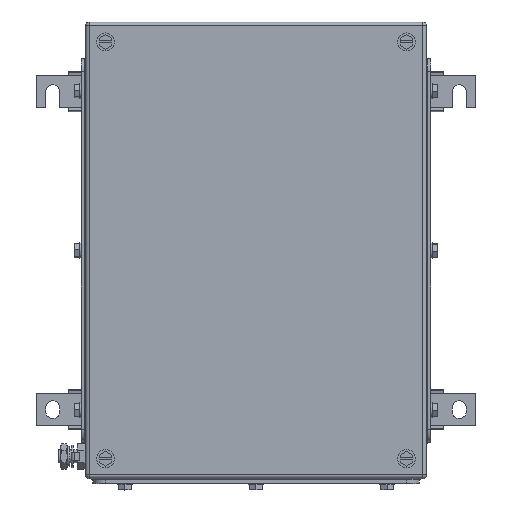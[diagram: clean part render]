
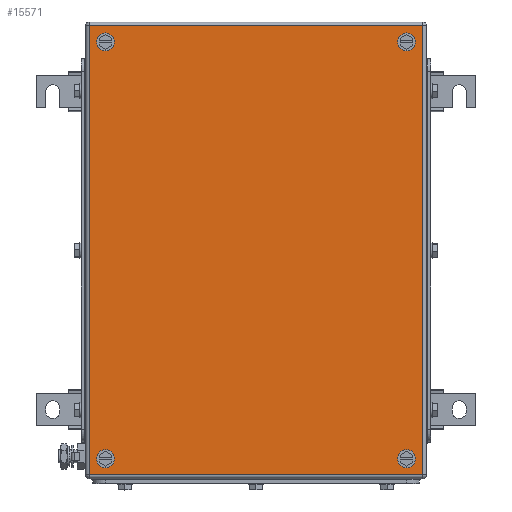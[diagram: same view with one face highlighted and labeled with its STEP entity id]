
A CAD part, top view. The second image highlights one B-rep face of the part: STEP entity #15571.
In plain terms, the highlighted planar face has unit normal (0, 0, 1).
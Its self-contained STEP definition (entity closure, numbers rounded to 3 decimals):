
#15445=AXIS2_PLACEMENT_3D('Circle Axis2P3D',#15443,#15444,$) ;
#15472=AXIS2_PLACEMENT_3D('Plane Axis2P3D',#15469,#15470,#15471) ;
#15510=AXIS2_PLACEMENT_3D('Circle Axis2P3D',#15508,#15509,$) ;
#15519=AXIS2_PLACEMENT_3D('Circle Axis2P3D',#15517,#15518,$) ;
#15528=AXIS2_PLACEMENT_3D('Circle Axis2P3D',#15526,#15527,$) ;
#15537=AXIS2_PLACEMENT_3D('Circle Axis2P3D',#15535,#15536,$) ;
#15546=AXIS2_PLACEMENT_3D('Circle Axis2P3D',#15544,#15545,$) ;
#15555=AXIS2_PLACEMENT_3D('Circle Axis2P3D',#15553,#15554,$) ;
#15564=AXIS2_PLACEMENT_3D('Circle Axis2P3D',#15562,#15563,$) ;
#15440=CARTESIAN_POINT('Vertex',(56.5,348.5,153.5)) ;
#15443=CARTESIAN_POINT('Axis2P3D Location',(53.,348.5,153.5)) ;
#15447=CARTESIAN_POINT('Vertex',(49.5,348.5,153.5)) ;
#15469=CARTESIAN_POINT('Axis2P3D Location',(170.5,186.,153.5)) ;
#15474=CARTESIAN_POINT('Line Origine',(170.5,360.5,153.5)) ;
#15478=CARTESIAN_POINT('Vertex',(300.,360.5,153.5)) ;
#15480=CARTESIAN_POINT('Vertex',(41.,360.5,153.5)) ;
#15483=CARTESIAN_POINT('Line Origine',(41.,186.,153.5)) ;
#15487=CARTESIAN_POINT('Vertex',(41.,11.5,153.5)) ;
#15490=CARTESIAN_POINT('Line Origine',(170.5,11.5,153.5)) ;
#15494=CARTESIAN_POINT('Vertex',(300.,11.5,153.5)) ;
#15497=CARTESIAN_POINT('Line Origine',(300.,186.,153.5)) ;
#15508=CARTESIAN_POINT('Axis2P3D Location',(53.,348.5,153.5)) ;
#15517=CARTESIAN_POINT('Axis2P3D Location',(53.,23.5,153.5)) ;
#15521=CARTESIAN_POINT('Vertex',(49.5,23.5,153.5)) ;
#15523=CARTESIAN_POINT('Vertex',(56.5,23.5,153.5)) ;
#15526=CARTESIAN_POINT('Axis2P3D Location',(53.,23.5,153.5)) ;
#15535=CARTESIAN_POINT('Axis2P3D Location',(288.,23.5,153.5)) ;
#15539=CARTESIAN_POINT('Vertex',(291.5,23.5,153.5)) ;
#15541=CARTESIAN_POINT('Vertex',(284.5,23.5,153.5)) ;
#15544=CARTESIAN_POINT('Axis2P3D Location',(288.,23.5,153.5)) ;
#15553=CARTESIAN_POINT('Axis2P3D Location',(288.,348.5,153.5)) ;
#15557=CARTESIAN_POINT('Vertex',(291.5,348.5,153.5)) ;
#15559=CARTESIAN_POINT('Vertex',(284.5,348.5,153.5)) ;
#15562=CARTESIAN_POINT('Axis2P3D Location',(288.,348.5,153.5)) ;
#15444=DIRECTION('Axis2P3D Direction',(0.,0.,1.)) ;
#15470=DIRECTION('Axis2P3D Direction',(0.,0.,1.)) ;
#15471=DIRECTION('Axis2P3D XDirection',(1.,0.,0.)) ;
#15475=DIRECTION('Vector Direction',(1.,0.,0.)) ;
#15484=DIRECTION('Vector Direction',(0.,-1.,0.)) ;
#15491=DIRECTION('Vector Direction',(1.,0.,0.)) ;
#15498=DIRECTION('Vector Direction',(0.,1.,0.)) ;
#15509=DIRECTION('Axis2P3D Direction',(0.,0.,1.)) ;
#15518=DIRECTION('Axis2P3D Direction',(0.,0.,1.)) ;
#15527=DIRECTION('Axis2P3D Direction',(0.,0.,1.)) ;
#15536=DIRECTION('Axis2P3D Direction',(0.,0.,1.)) ;
#15545=DIRECTION('Axis2P3D Direction',(0.,0.,1.)) ;
#15554=DIRECTION('Axis2P3D Direction',(0.,0.,1.)) ;
#15563=DIRECTION('Axis2P3D Direction',(0.,0.,1.)) ;
#15476=VECTOR('Line Direction',#15475,1.) ;
#15485=VECTOR('Line Direction',#15484,1.) ;
#15492=VECTOR('Line Direction',#15491,1.) ;
#15499=VECTOR('Line Direction',#15498,1.) ;
#15503=ORIENTED_EDGE('',*,*,#15482,.T.) ;
#15504=ORIENTED_EDGE('',*,*,#15489,.T.) ;
#15505=ORIENTED_EDGE('',*,*,#15496,.T.) ;
#15506=ORIENTED_EDGE('',*,*,#15501,.T.) ;
#15514=ORIENTED_EDGE('',*,*,#15512,.F.) ;
#15515=ORIENTED_EDGE('',*,*,#15449,.F.) ;
#15532=ORIENTED_EDGE('',*,*,#15525,.F.) ;
#15533=ORIENTED_EDGE('',*,*,#15530,.F.) ;
#15550=ORIENTED_EDGE('',*,*,#15543,.F.) ;
#15551=ORIENTED_EDGE('',*,*,#15548,.F.) ;
#15568=ORIENTED_EDGE('',*,*,#15561,.F.) ;
#15569=ORIENTED_EDGE('',*,*,#15566,.F.) ;
#15516=FACE_BOUND('',#15513,.T.) ;
#15534=FACE_BOUND('',#15531,.T.) ;
#15552=FACE_BOUND('',#15549,.T.) ;
#15570=FACE_BOUND('',#15567,.T.) ;
#15571=ADVANCED_FACE('ZUB_KTB_FS_352615_3GP_AllCATPart.1\\ZUB_DE_KTB_FS_350x260.1\\DE_KTB_MH_PART_MASTER.1\\Koerper.2',(#15507,#15516,#15534,#15552,#15570),#15473,.T.) ;
#15446=CIRCLE('generated circle',#15445,3.5) ;
#15511=CIRCLE('generated circle',#15510,3.5) ;
#15520=CIRCLE('generated circle',#15519,3.5) ;
#15529=CIRCLE('generated circle',#15528,3.5) ;
#15538=CIRCLE('generated circle',#15537,3.5) ;
#15547=CIRCLE('generated circle',#15546,3.5) ;
#15556=CIRCLE('generated circle',#15555,3.5) ;
#15565=CIRCLE('generated circle',#15564,3.5) ;
#15449=EDGE_CURVE('',#15441,#15448,#15446,.T.) ;
#15482=EDGE_CURVE('',#15479,#15481,#15477,.F.) ;
#15489=EDGE_CURVE('',#15481,#15488,#15486,.T.) ;
#15496=EDGE_CURVE('',#15488,#15495,#15493,.T.) ;
#15501=EDGE_CURVE('',#15495,#15479,#15500,.T.) ;
#15512=EDGE_CURVE('',#15448,#15441,#15511,.T.) ;
#15525=EDGE_CURVE('',#15522,#15524,#15520,.T.) ;
#15530=EDGE_CURVE('',#15524,#15522,#15529,.T.) ;
#15543=EDGE_CURVE('',#15540,#15542,#15538,.T.) ;
#15548=EDGE_CURVE('',#15542,#15540,#15547,.T.) ;
#15561=EDGE_CURVE('',#15558,#15560,#15556,.T.) ;
#15566=EDGE_CURVE('',#15560,#15558,#15565,.T.) ;
#15502=EDGE_LOOP('',(#15503,#15504,#15505,#15506)) ;
#15513=EDGE_LOOP('',(#15514,#15515)) ;
#15531=EDGE_LOOP('',(#15532,#15533)) ;
#15549=EDGE_LOOP('',(#15550,#15551)) ;
#15567=EDGE_LOOP('',(#15568,#15569)) ;
#15507=FACE_OUTER_BOUND('',#15502,.T.) ;
#15477=LINE('Line',#15474,#15476) ;
#15486=LINE('Line',#15483,#15485) ;
#15493=LINE('Line',#15490,#15492) ;
#15500=LINE('Line',#15497,#15499) ;
#15473=PLANE('',#15472) ;
#15441=VERTEX_POINT('',#15440) ;
#15448=VERTEX_POINT('',#15447) ;
#15479=VERTEX_POINT('',#15478) ;
#15481=VERTEX_POINT('',#15480) ;
#15488=VERTEX_POINT('',#15487) ;
#15495=VERTEX_POINT('',#15494) ;
#15522=VERTEX_POINT('',#15521) ;
#15524=VERTEX_POINT('',#15523) ;
#15540=VERTEX_POINT('',#15539) ;
#15542=VERTEX_POINT('',#15541) ;
#15558=VERTEX_POINT('',#15557) ;
#15560=VERTEX_POINT('',#15559) ;
